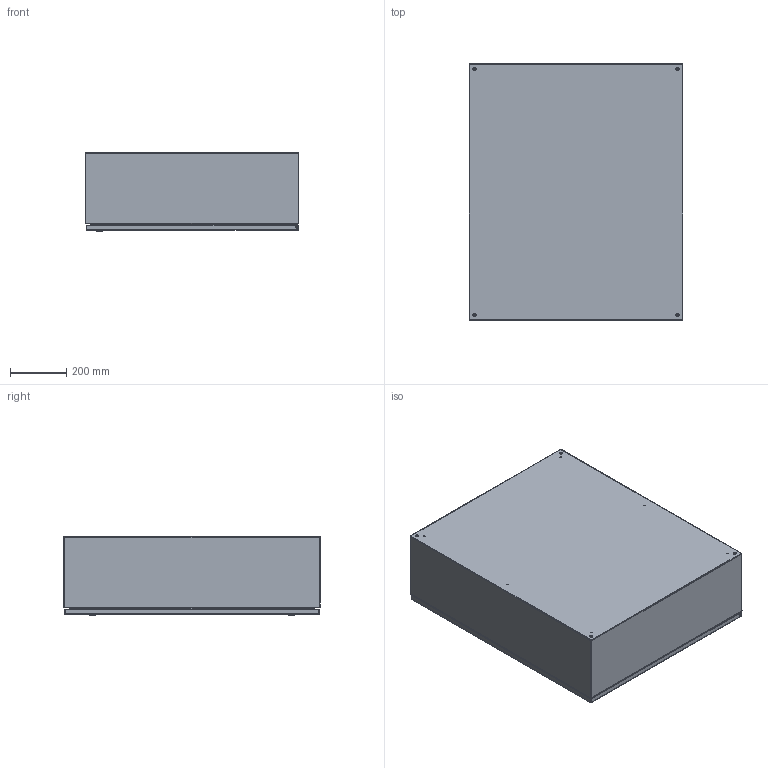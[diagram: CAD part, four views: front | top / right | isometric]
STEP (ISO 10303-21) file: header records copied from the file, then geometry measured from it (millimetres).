
FILE_DESCRIPTION((''),'2;1');
FILE_NAME('N412363010C.iam.stp','2011-08-30T09:08:25',(''),(''),'Autodesk Inventor 2011','Autodesk Inventor 2011','');
FILE_SCHEMA(('AUTOMOTIVE_DESIGN { 1 0 10303 214 1 1 1 1 }'));
Length unit declared in the file: inch
Products named in the file (21): N412363010C; N4123630CLID; 35124; 1000-u155_asm; 1000-14_prt; 1000-24_prt; 1000-u142_asm; 1000-318; 1000-03; 1000-277-01; N412363010CBKP; HFW3161; 388150; HFW328176; 17376 PIN; 17380 SCREW; 17723 BOX LEAF; 17723-UTI BRACKET; 17910 SEALING WASHER; HFW328175; 38846
Assembly tree (35 placements, depth 4):
  N412363010C
    N4123630CLID
    35124  x2
      1000-u155_asm
      1000-14_prt
      1000-24_prt
      1000-u142_asm
        1000-318
        1000-03
        1000-277-01
    N412363010CBKP
    HFW3161  x3
    388150  x6
    HFW328176  x3
      17376 PIN
      17380 SCREW
      17723 BOX LEAF
      17723-UTI BRACKET
      17910 SEALING WASHER
    HFW328175  x3
    38846  x2
Bounding box: 762 x 914.4 x 281.3 mm (x, y, z)
Volume: 4544514 mm3; surface area: 4864171.3 mm2
Topology: 49 solids, 53 shells, 2252 faces, 5468 edges, 3332 vertices
Faces by surface type: cylinder 856, plane 831, cone 285, bspline 207, torus 65, sphere 8
Full cylindrical faces by diameter (mm): 2.362 x6, 3.175 x3, 3.317 x102, 3.861 x6, 3.962 x3, 4.166 x102, 4.25 x6, 4.366 x6, 4.572 x6, 4.775 x8, 5 x2, 5.5 x2, 6.35 x14, 6.502 x6, 6.985 x6, 7.62 x6, 8.128 x6, 8.56 x2, 9.144 x6, 9.9 x2, 10 x2, 10.2 x2, 11.113 x4, 12.8 x2, 13.5 x2, 14.3 x6, 15.2 x2, 15.8 x2, 16.1 x2, 19.8 x2
Entity records: 33882 total; most frequent: CARTESIAN_POINT 12401, DIRECTION 4257, ORIENTED_EDGE 4071, EDGE_CURVE 2036, AXIS2_PLACEMENT_3D 1564, VERTEX_POINT 1306, EDGE_LOOP 1147, VECTOR 1129
